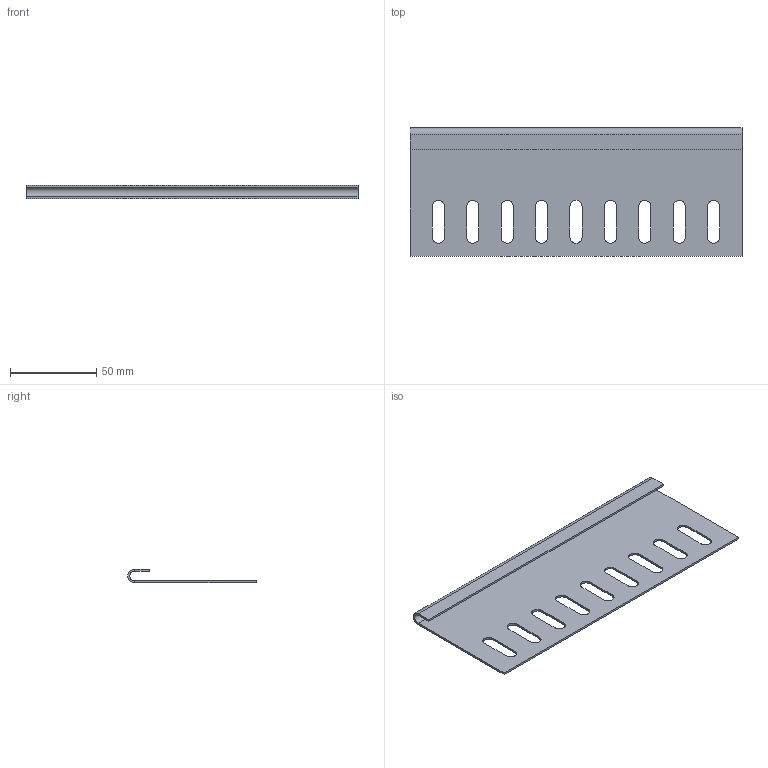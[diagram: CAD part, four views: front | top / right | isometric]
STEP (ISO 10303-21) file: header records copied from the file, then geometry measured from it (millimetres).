
FILE_DESCRIPTION (( 'STEP AP203' ), '1' );
FILE_NAME ('Çàùèòíàÿ ïëàñòèíà RP_36920.STEP', '2012-11-09T08:44:16', ( 'Àñååâ' ), ( '' ), 'SwSTEP 2.0', 'SolidWorks 2012', '' );
FILE_SCHEMA (( 'CONFIG_CONTROL_DESIGN' ));
Length unit declared in the file: millimetre
Products named in the file (1): Çàùèòíàÿ ïëàñòèíà RP_36920
Bounding box: 193 x 74.66 x 8 mm (x, y, z)
Volume: 19067.6 mm3; surface area: 33084.8 mm2
Topology: 1 solids, 1 shells, 50 faces, 136 edges, 88 vertices
Faces by surface type: plane 30, cylinder 20
Entity records: 1689 total; most frequent: DIRECTION 278, CARTESIAN_POINT 275, ORIENTED_EDGE 272, EDGE_CURVE 136, VECTOR 96, LINE 96, AXIS2_PLACEMENT_3D 91, VERTEX_POINT 88
